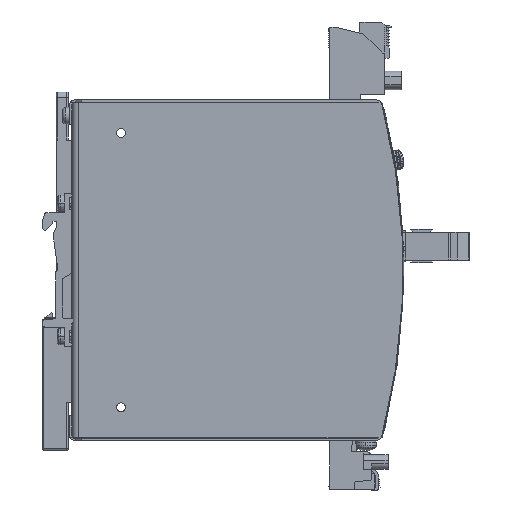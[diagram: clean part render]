
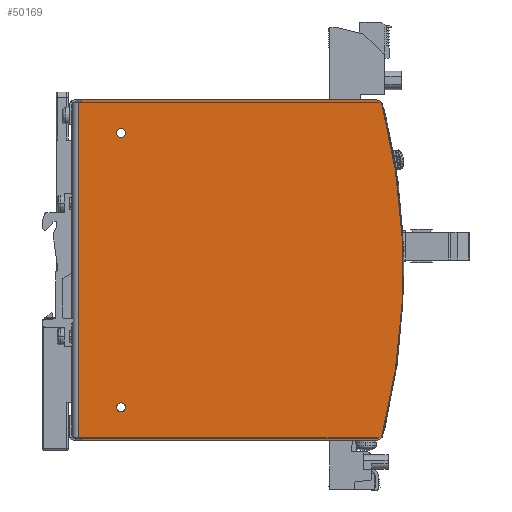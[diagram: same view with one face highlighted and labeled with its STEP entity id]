
A CAD part, front view. The second image highlights one B-rep face of the part: STEP entity #50169.
In plain terms, the highlighted planar face has unit normal (0, -1, 0).
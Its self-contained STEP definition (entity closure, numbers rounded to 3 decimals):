
#1087=DIRECTION('',(0.,0.,1.));
#1088=VECTOR('',#1087,122.3);
#1089=CARTESIAN_POINT('',(2.5,-24.,-61.15));
#1090=LINE('',#1089,#1088);
#3228=DIRECTION('',(-1.,0.,0.));
#3229=VECTOR('',#3228,107.631);
#3230=CARTESIAN_POINT('',(111.281,-24.,-62.));
#3231=LINE('',#3230,#3229);
#3266=DIRECTION('',(0.,0.,1.));
#3267=VECTOR('',#3266,0.75);
#3268=CARTESIAN_POINT('',(3.65,-24.,-62.));
#3269=LINE('',#3268,#3267);
#3278=DIRECTION('',(1.,0.,0.));
#3279=VECTOR('',#3278,107.631);
#3280=CARTESIAN_POINT('',(3.65,-24.,-61.25));
#3281=LINE('',#3280,#3279);
#3422=DIRECTION('',(1.,0.,0.));
#3423=VECTOR('',#3422,109.197);
#3424=CARTESIAN_POINT('',(2.5,-24.,61.15));
#3425=LINE('',#3424,#3423);
#3661=DIRECTION('',(1.,0.,0.));
#3662=VECTOR('',#3661,107.631);
#3663=CARTESIAN_POINT('',(3.65,-24.,62.));
#3664=LINE('',#3663,#3662);
#3677=DIRECTION('',(-1.,0.,0.));
#3678=VECTOR('',#3677,107.631);
#3679=CARTESIAN_POINT('',(111.281,-24.,61.25));
#3680=LINE('',#3679,#3678);
#3685=DIRECTION('',(0.,0.,1.));
#3686=VECTOR('',#3685,0.75);
#3687=CARTESIAN_POINT('',(3.65,-24.,61.25));
#3688=LINE('',#3687,#3686);
#3693=DIRECTION('',(1.,0.,0.));
#3694=VECTOR('',#3693,109.195);
#3695=CARTESIAN_POINT('',(2.5,-24.,-61.15));
#3696=LINE('',#3695,#3694);
#3697=CARTESIAN_POINT('',(111.281,-24.,61.25));
#3698=CARTESIAN_POINT('',(111.302,-24.,61.25));
#3699=CARTESIAN_POINT('',(111.342,-24.,61.249));
#3700=CARTESIAN_POINT('',(111.404,-24.,61.243));
#3701=CARTESIAN_POINT('',(111.464,-24.,61.234));
#3702=CARTESIAN_POINT('',(111.524,-24.,61.221));
#3703=CARTESIAN_POINT('',(111.583,-24.,61.203));
#3704=CARTESIAN_POINT('',(111.644,-24.,61.186));
#3705=CARTESIAN_POINT('',(111.674,-24.,61.163));
#3706=CARTESIAN_POINT('',(111.697,-24.,61.152));
#3708=CARTESIAN_POINT('',(111.281,-24.,60.25));
#3709=DIRECTION('',(0.,-1.,0.));
#3710=DIRECTION('',(0.968,0.,0.252));
#3711=AXIS2_PLACEMENT_3D('',#3708,#3709,#3710);
#3713=CARTESIAN_POINT('',(-120.,-24.,0.));
#3714=DIRECTION('',(0.,-1.,0.));
#3715=DIRECTION('',(0.968,0.,-0.252));
#3716=AXIS2_PLACEMENT_3D('',#3713,#3714,#3715);
#3718=CARTESIAN_POINT('',(111.281,-24.,-60.25));
#3719=DIRECTION('',(0.,-1.,0.));
#3720=DIRECTION('',(0.,0.,-1.));
#3721=AXIS2_PLACEMENT_3D('',#3718,#3719,#3720);
#3723=CARTESIAN_POINT('',(111.281,-24.,-60.25));
#3724=DIRECTION('',(0.,1.,0.));
#3725=DIRECTION('',(0.418,0.,-0.908));
#3726=AXIS2_PLACEMENT_3D('',#3723,#3724,#3725);
#3728=CARTESIAN_POINT('',(18.,-24.,-50.));
#3729=DIRECTION('',(0.,1.,0.));
#3730=DIRECTION('',(1.,0.,0.));
#3731=AXIS2_PLACEMENT_3D('',#3728,#3729,#3730);
#3733=CARTESIAN_POINT('',(18.,-24.,-50.));
#3734=DIRECTION('',(0.,1.,0.));
#3735=DIRECTION('',(-1.,0.,0.));
#3736=AXIS2_PLACEMENT_3D('',#3733,#3734,#3735);
#3738=CARTESIAN_POINT('',(18.,-24.,50.));
#3739=DIRECTION('',(0.,1.,0.));
#3740=DIRECTION('',(1.,0.,0.));
#3741=AXIS2_PLACEMENT_3D('',#3738,#3739,#3740);
#3743=CARTESIAN_POINT('',(18.,-24.,50.));
#3744=DIRECTION('',(0.,1.,0.));
#3745=DIRECTION('',(-1.,0.,0.));
#3746=AXIS2_PLACEMENT_3D('',#3743,#3744,#3745);
#31322=CARTESIAN_POINT('',(111.695,-24.,-61.152));
#31324=VERTEX_POINT('',#31322);
#31332=CARTESIAN_POINT('',(111.697,-24.,61.152));
#31333=VERTEX_POINT('',#31332);
#31340=CARTESIAN_POINT('',(2.5,-24.,61.15));
#31341=VERTEX_POINT('',#31340);
#31342=CARTESIAN_POINT('',(2.5,-24.,-61.15));
#31343=VERTEX_POINT('',#31342);
#31384=CARTESIAN_POINT('',(19.6,-24.,50.));
#31386=VERTEX_POINT('',#31384);
#31388=CARTESIAN_POINT('',(16.4,-24.,50.));
#31390=VERTEX_POINT('',#31388);
#31400=CARTESIAN_POINT('',(19.6,-24.,-50.));
#31402=VERTEX_POINT('',#31400);
#31404=CARTESIAN_POINT('',(16.4,-24.,-50.));
#31406=VERTEX_POINT('',#31404);
#33343=CARTESIAN_POINT('',(111.281,-24.,-62.));
#33344=VERTEX_POINT('',#33343);
#33345=CARTESIAN_POINT('',(3.65,-24.,-62.));
#33346=VERTEX_POINT('',#33345);
#35084=CARTESIAN_POINT('',(3.65,-24.,-61.25));
#35086=VERTEX_POINT('',#35084);
#35088=CARTESIAN_POINT('',(3.65,-24.,62.));
#35090=VERTEX_POINT('',#35088);
#35093=CARTESIAN_POINT('',(3.65,-24.,61.25));
#35094=VERTEX_POINT('',#35093);
#35105=CARTESIAN_POINT('',(111.281,-24.,61.25));
#35106=VERTEX_POINT('',#35105);
#35107=CARTESIAN_POINT('',(111.281,-24.,-61.25));
#35108=VERTEX_POINT('',#35107);
#35109=CARTESIAN_POINT('',(112.975,-24.,-60.691));
#35110=VERTEX_POINT('',#35109);
#35111=CARTESIAN_POINT('',(112.975,-24.,60.691));
#35112=VERTEX_POINT('',#35111);
#35113=CARTESIAN_POINT('',(111.281,-24.,62.));
#35114=VERTEX_POINT('',#35113);
#50131=CARTESIAN_POINT('',(130.,-24.,-61.15));
#50132=DIRECTION('',(0.,-1.,0.));
#50133=DIRECTION('',(0.,0.,-1.));
#50134=AXIS2_PLACEMENT_3D('',#50131,#50132,#50133);
#50135=PLANE('',#50134);
#50136=ORIENTED_EDGE('',*,*,#44427,.F.);
#50137=ORIENTED_EDGE('',*,*,#40572,.T.);
#50138=ORIENTED_EDGE('',*,*,#47306,.T.);
#50140=ORIENTED_EDGE('',*,*,#50139,.F.);
#50141=ORIENTED_EDGE('',*,*,#48975,.T.);
#50142=ORIENTED_EDGE('',*,*,#50117,.T.);
#50143=ORIENTED_EDGE('',*,*,#47809,.T.);
#50145=ORIENTED_EDGE('',*,*,#50144,.F.);
#50147=ORIENTED_EDGE('',*,*,#50146,.F.);
#50149=ORIENTED_EDGE('',*,*,#50148,.F.);
#50150=ORIENTED_EDGE('',*,*,#44888,.T.);
#50151=ORIENTED_EDGE('',*,*,#46043,.T.);
#50152=ORIENTED_EDGE('',*,*,#46069,.T.);
#50154=ORIENTED_EDGE('',*,*,#50153,.F.);
#50155=EDGE_LOOP('',(#50136,#50137,#50138,#50140,#50141,#50142,#50143,#50145,
#50147,#50149,#50150,#50151,#50152,#50154));
#50156=FACE_OUTER_BOUND('',#50155,.F.);
#50158=ORIENTED_EDGE('',*,*,#50157,.F.);
#50160=ORIENTED_EDGE('',*,*,#50159,.F.);
#50161=EDGE_LOOP('',(#50158,#50160));
#50162=FACE_BOUND('',#50161,.F.);
#50164=ORIENTED_EDGE('',*,*,#50163,.F.);
#50166=ORIENTED_EDGE('',*,*,#50165,.F.);
#50167=EDGE_LOOP('',(#50164,#50166));
#50168=FACE_BOUND('',#50167,.F.);
#50169=ADVANCED_FACE('',(#50156,#50162,#50168),#50135,.T.);
#3707=B_SPLINE_CURVE_WITH_KNOTS('',3,(#3697,#3698,#3699,#3700,#3701,#3702,#3703,
#3704,#3705,#3706),.UNSPECIFIED.,.F.,.F.,(4,1,1,1,1,1,1,4),(0.,
0.143,0.286,0.429,0.571,
0.714,0.857,1.),.UNSPECIFIED.);
#3712=CIRCLE('',#3711,1.75);
#3717=CIRCLE('',#3716,240.75);
#3722=CIRCLE('',#3721,1.75);
#3727=CIRCLE('',#3726,1.);
#3732=CIRCLE('',#3731,1.6);
#3737=CIRCLE('',#3736,1.6);
#3742=CIRCLE('',#3741,1.6);
#3747=CIRCLE('',#3746,1.6);
#40572=EDGE_CURVE('',#31343,#31341,#1090,.T.);
#44427=EDGE_CURVE('',#31343,#31324,#3696,.T.);
#44888=EDGE_CURVE('',#33344,#33346,#3231,.T.);
#46043=EDGE_CURVE('',#33346,#35086,#3269,.T.);
#46069=EDGE_CURVE('',#35086,#35108,#3281,.T.);
#47306=EDGE_CURVE('',#31341,#31333,#3425,.T.);
#47809=EDGE_CURVE('',#35090,#35114,#3664,.T.);
#48975=EDGE_CURVE('',#35106,#35094,#3680,.T.);
#50117=EDGE_CURVE('',#35094,#35090,#3688,.T.);
#50139=EDGE_CURVE('',#35106,#31333,#3707,.T.);
#50144=EDGE_CURVE('',#35112,#35114,#3712,.T.);
#50146=EDGE_CURVE('',#35110,#35112,#3717,.T.);
#50148=EDGE_CURVE('',#33344,#35110,#3722,.T.);
#50153=EDGE_CURVE('',#31324,#35108,#3727,.T.);
#50157=EDGE_CURVE('',#31402,#31406,#3732,.T.);
#50159=EDGE_CURVE('',#31406,#31402,#3737,.T.);
#50163=EDGE_CURVE('',#31386,#31390,#3742,.T.);
#50165=EDGE_CURVE('',#31390,#31386,#3747,.T.);
